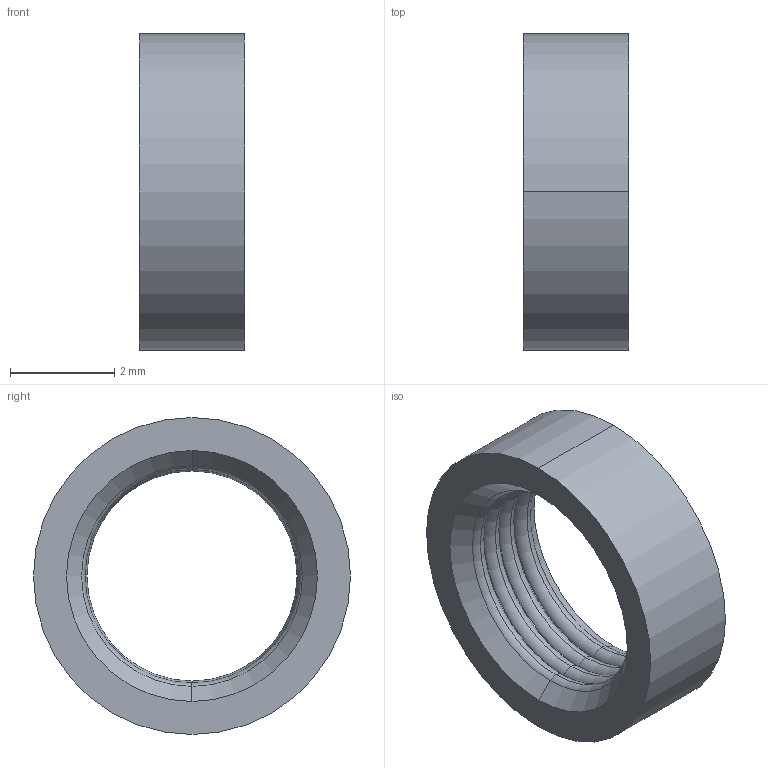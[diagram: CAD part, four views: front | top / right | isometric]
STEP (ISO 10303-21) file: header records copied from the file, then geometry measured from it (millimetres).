
FILE_DESCRIPTION (( 'STEP AP203' ), '1' );
FILE_NAME ('RNG 132 Rev002.STEP', '2017-12-27T21:36:23', ( '' ), ( '' ), 'SwSTEP 2.0', 'SolidWorks 2016', '' );
FILE_SCHEMA (( 'CONFIG_CONTROL_DESIGN' ));
Length unit declared in the file: inch
Products named in the file (1): RNG 132 Rev002
Bounding box: 2.03 x 6.1 x 6.1 mm (x, y, z)
Volume: 30.6 mm3; surface area: 98.2 mm2
Topology: 1 solids, 1 shells, 30 faces, 60 edges, 32 vertices
Faces by surface type: torus 16, cylinder 8, cone 4, plane 2
Entity records: 863 total; most frequent: DIRECTION 170, CARTESIAN_POINT 123, ORIENTED_EDGE 120, AXIS2_PLACEMENT_3D 79, EDGE_CURVE 60, CIRCLE 48, EDGE_LOOP 32, VERTEX_POINT 32
